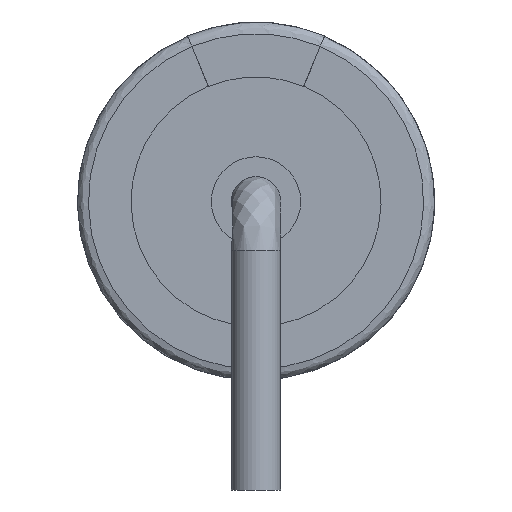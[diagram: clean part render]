
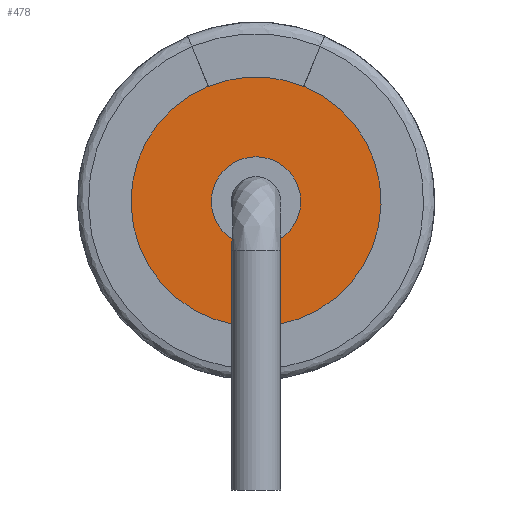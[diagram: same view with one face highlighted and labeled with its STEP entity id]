
A CAD part, left-side view. The second image highlights one B-rep face of the part: STEP entity #478.
In plain terms, the highlighted planar face has unit normal (-1, 0, 0).
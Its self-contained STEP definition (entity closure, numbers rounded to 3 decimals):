
#34=AXIS2_PLACEMENT_3D('',#35,#36,#37);
#35=CARTESIAN_POINT('',(3.7,0.,3.25));
#36=DIRECTION('',(-1.,0.,0.));
#37=DIRECTION('',(0.,-0.383,0.924));
#121=VECTOR('',#122,1.);
#122=DIRECTION('',(0.,0.383,-0.924));
#207=VERTEX_POINT('',#208);
#208=CARTESIAN_POINT('',(3.7,-0.871,5.352));
#213=EDGE_CURVE('',#207,#214,#216,.T.);
#214=VERTEX_POINT('',#215);
#215=CARTESIAN_POINT('',(3.7,-0.867,5.343));
#216=LINE('',#217,#121);
#217=CARTESIAN_POINT('',(3.7,-0.318,4.018));
#351=VECTOR('',#352,1.);
#352=DIRECTION('',(0.,-0.383,-0.924));
#433=VERTEX_POINT('',#434);
#434=CARTESIAN_POINT('',(3.7,0.871,5.352));
#437=ORIENTED_EDGE('',*,*,#438,.T.);
#438=EDGE_CURVE('',#433,#439,#441,.T.);
#439=VERTEX_POINT('',#440);
#440=CARTESIAN_POINT('',(3.7,0.867,5.343));
#441=LINE('',#442,#351);
#442=CARTESIAN_POINT('',(3.7,0.318,4.018));
#472=EDGE_CURVE('',#214,#439,#473,.T.);
#473=CIRCLE('',#34,2.265);
#478=ADVANCED_FACE('',(#479,#493),#500,.F.);
#479=FACE_BOUND('',#480,.F.);
#480=EDGE_LOOP('',(#481,#489,#437,#491,#492));
#481=ORIENTED_EDGE('',*,*,#482,.T.);
#482=EDGE_CURVE('',#207,#483,#485,.T.);
#483=VERTEX_POINT('',#484);
#484=CARTESIAN_POINT('',(3.7,0.,0.975));
#485=CIRCLE('',#486,2.275);
#486=AXIS2_PLACEMENT_3D('',#35,#487,#488);
#487=DIRECTION('',(1.,-0.,0.));
#488=DIRECTION('',(0.,0.,-1.));
#489=ORIENTED_EDGE('',*,*,#490,.T.);
#490=EDGE_CURVE('',#483,#433,#485,.T.);
#491=ORIENTED_EDGE('',*,*,#472,.F.);
#492=ORIENTED_EDGE('',*,*,#213,.F.);
#493=FACE_BOUND('',#494,.F.);
#494=EDGE_LOOP('',(#495));
#495=ORIENTED_EDGE('',*,*,#496,.F.);
#496=EDGE_CURVE('',#497,#497,#499,.T.);
#497=VERTEX_POINT('',#498);
#498=CARTESIAN_POINT('',(3.7,0.,2.438));
#499=CIRCLE('',#486,0.813);
#500=PLANE('',#501);
#501=AXIS2_PLACEMENT_3D('',#502,#503,#488);
#502=CARTESIAN_POINT('',(3.7,0.,3.25));
#503=DIRECTION('',(1.,0.,0.));
